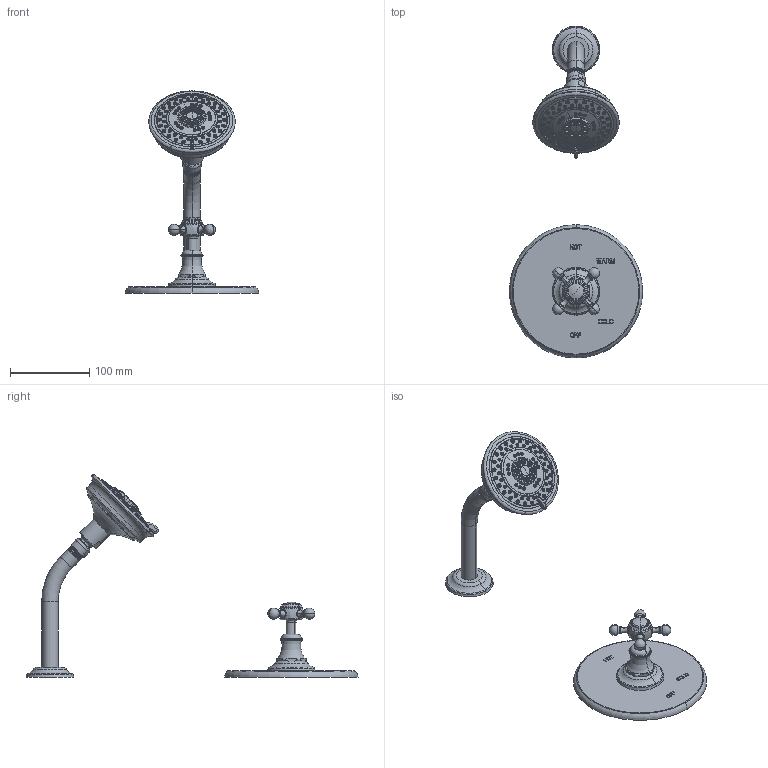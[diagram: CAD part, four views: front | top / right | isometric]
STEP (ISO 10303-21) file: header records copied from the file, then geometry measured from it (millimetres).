
FILE_DESCRIPTION((''),'2;1');
FILE_NAME('3-1764BP','2021-05-27T16:11:11',('jinson.thomas'),(''),'CREO PARAMETRIC BY PTC INC, 2018400','CREO PARAMETRIC BY PTC INC, 2018400','');
FILE_SCHEMA(('CONFIG_CONTROL_DESIGN'));
Products named in the file (1): 3-1764BP
Bounding box: 168.28 x 419.04 x 255.25 mm (x, y, z)
Volume: 578003.6 mm3; surface area: 108999.1 mm2
Topology: 2 solids, 2 shells, 1651 faces, 3631 edges, 2230 vertices
Faces by surface type: plane 618, torus 395, cone 312, cylinder 212, bspline 96, sphere 16, revolution 2
Entity records: 64499 total; most frequent: CARTESIAN_POINT 28972, DIRECTION 7253, ORIENTED_EDGE 7238, EDGE_CURVE 3619, AXIS2_PLACEMENT_3D 2829, VERTEX_POINT 2230, EDGE_LOOP 1925, FACE_OUTER_BOUND 1651
